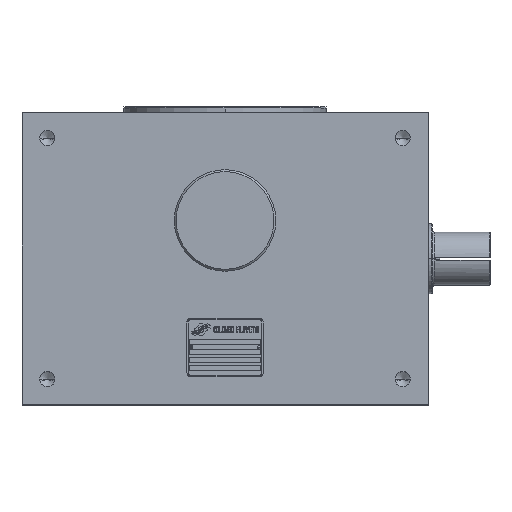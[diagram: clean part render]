
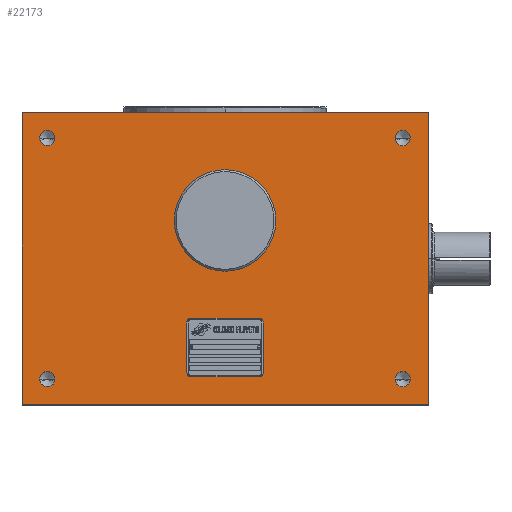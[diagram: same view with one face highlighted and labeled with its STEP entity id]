
A CAD part, top view. The second image highlights one B-rep face of the part: STEP entity #22173.
In plain terms, the highlighted planar face has unit normal (0, 0, 1).
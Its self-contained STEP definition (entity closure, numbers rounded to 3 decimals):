
#288=DIRECTION('',(1.,0.,0.));
#289=VECTOR('',#288,320.);
#290=CARTESIAN_POINT('',(-160.,-115.,245.));
#291=LINE('',#290,#289);
#372=DIRECTION('',(0.,1.,0.));
#373=VECTOR('',#372,230.);
#374=CARTESIAN_POINT('',(160.,-115.,245.));
#375=LINE('',#374,#373);
#446=DIRECTION('',(0.,1.,0.));
#447=VECTOR('',#446,230.);
#448=CARTESIAN_POINT('',(-160.,-115.,245.));
#449=LINE('',#448,#447);
#450=CARTESIAN_POINT('',(-140.,-95.,245.));
#451=DIRECTION('',(0.,0.,1.));
#452=DIRECTION('',(-1.,0.,0.));
#453=AXIS2_PLACEMENT_3D('',#450,#451,#452);
#455=CARTESIAN_POINT('',(-140.,-95.,245.));
#456=DIRECTION('',(0.,0.,1.));
#457=DIRECTION('',(1.,0.,0.));
#458=AXIS2_PLACEMENT_3D('',#455,#456,#457);
#460=CARTESIAN_POINT('',(140.,-95.,245.));
#461=DIRECTION('',(0.,0.,1.));
#462=DIRECTION('',(-1.,0.,0.));
#463=AXIS2_PLACEMENT_3D('',#460,#461,#462);
#465=CARTESIAN_POINT('',(140.,-95.,245.));
#466=DIRECTION('',(0.,0.,1.));
#467=DIRECTION('',(1.,0.,0.));
#468=AXIS2_PLACEMENT_3D('',#465,#466,#467);
#470=CARTESIAN_POINT('',(-140.,95.,245.));
#471=DIRECTION('',(0.,0.,1.));
#472=DIRECTION('',(-1.,0.,0.));
#473=AXIS2_PLACEMENT_3D('',#470,#471,#472);
#475=CARTESIAN_POINT('',(-140.,95.,245.));
#476=DIRECTION('',(0.,0.,1.));
#477=DIRECTION('',(1.,0.,0.));
#478=AXIS2_PLACEMENT_3D('',#475,#476,#477);
#480=CARTESIAN_POINT('',(140.,95.,245.));
#481=DIRECTION('',(0.,0.,1.));
#482=DIRECTION('',(-1.,0.,0.));
#483=AXIS2_PLACEMENT_3D('',#480,#481,#482);
#485=CARTESIAN_POINT('',(140.,95.,245.));
#486=DIRECTION('',(0.,0.,1.));
#487=DIRECTION('',(1.,0.,0.));
#488=AXIS2_PLACEMENT_3D('',#485,#486,#487);
#490=CARTESIAN_POINT('',(0.,30.,245.));
#491=DIRECTION('',(0.,0.,-1.));
#492=DIRECTION('',(-1.,0.,0.));
#493=AXIS2_PLACEMENT_3D('',#490,#491,#492);
#495=CARTESIAN_POINT('',(0.,30.,245.));
#496=DIRECTION('',(0.,0.,-1.));
#497=DIRECTION('',(1.,0.,0.));
#498=AXIS2_PLACEMENT_3D('',#495,#496,#497);
#500=DIRECTION('',(0.,-1.,0.));
#501=VECTOR('',#500,40.);
#502=CARTESIAN_POINT('',(-30.,-50.,245.));
#503=LINE('',#502,#501);
#504=CARTESIAN_POINT('',(-27.,-90.,245.));
#505=DIRECTION('',(0.,0.,-1.));
#506=DIRECTION('',(0.,-1.,0.));
#507=AXIS2_PLACEMENT_3D('',#504,#505,#506);
#509=DIRECTION('',(1.,0.,0.));
#510=VECTOR('',#509,54.);
#511=CARTESIAN_POINT('',(-27.,-93.,245.));
#512=LINE('',#511,#510);
#513=CARTESIAN_POINT('',(27.,-90.,245.));
#514=DIRECTION('',(0.,0.,-1.));
#515=DIRECTION('',(1.,0.,0.));
#516=AXIS2_PLACEMENT_3D('',#513,#514,#515);
#518=DIRECTION('',(0.,1.,0.));
#519=VECTOR('',#518,40.);
#520=CARTESIAN_POINT('',(30.,-90.,245.));
#521=LINE('',#520,#519);
#522=CARTESIAN_POINT('',(27.,-50.,245.));
#523=DIRECTION('',(0.,0.,-1.));
#524=DIRECTION('',(0.,1.,0.));
#525=AXIS2_PLACEMENT_3D('',#522,#523,#524);
#527=DIRECTION('',(-1.,0.,0.));
#528=VECTOR('',#527,54.);
#529=CARTESIAN_POINT('',(27.,-47.,245.));
#530=LINE('',#529,#528);
#531=CARTESIAN_POINT('',(-27.,-50.,245.));
#532=DIRECTION('',(0.,0.,-1.));
#533=DIRECTION('',(-1.,0.,0.));
#534=AXIS2_PLACEMENT_3D('',#531,#532,#533);
#540=DIRECTION('',(1.,0.,0.));
#541=VECTOR('',#540,320.);
#542=CARTESIAN_POINT('',(-160.,115.,245.));
#543=LINE('',#542,#541);
#18847=CARTESIAN_POINT('',(160.,-115.,245.));
#18849=VERTEX_POINT('',#18847);
#18852=CARTESIAN_POINT('',(-160.,-115.,245.));
#18854=VERTEX_POINT('',#18852);
#18855=CARTESIAN_POINT('',(160.,115.,245.));
#18857=VERTEX_POINT('',#18855);
#18860=CARTESIAN_POINT('',(-160.,115.,245.));
#18862=VERTEX_POINT('',#18860);
#19345=CARTESIAN_POINT('',(-146.,-95.,245.));
#19346=CARTESIAN_POINT('',(-134.,-95.,245.));
#19347=VERTEX_POINT('',#19345);
#19348=VERTEX_POINT('',#19346);
#19355=CARTESIAN_POINT('',(134.,-95.,245.));
#19356=CARTESIAN_POINT('',(146.,-95.,245.));
#19357=VERTEX_POINT('',#19355);
#19358=VERTEX_POINT('',#19356);
#19365=CARTESIAN_POINT('',(-146.,95.,245.));
#19366=CARTESIAN_POINT('',(-134.,95.,245.));
#19367=VERTEX_POINT('',#19365);
#19368=VERTEX_POINT('',#19366);
#19375=CARTESIAN_POINT('',(134.,95.,245.));
#19376=CARTESIAN_POINT('',(146.,95.,245.));
#19377=VERTEX_POINT('',#19375);
#19378=VERTEX_POINT('',#19376);
#19595=CARTESIAN_POINT('',(-40.,30.,245.));
#19596=CARTESIAN_POINT('',(40.,30.,245.));
#19597=VERTEX_POINT('',#19595);
#19598=VERTEX_POINT('',#19596);
#21665=CARTESIAN_POINT('',(-30.,-50.,245.));
#21666=CARTESIAN_POINT('',(-30.,-90.,245.));
#21667=VERTEX_POINT('',#21665);
#21668=VERTEX_POINT('',#21666);
#21669=CARTESIAN_POINT('',(-27.,-93.,245.));
#21670=CARTESIAN_POINT('',(27.,-93.,245.));
#21671=VERTEX_POINT('',#21669);
#21672=VERTEX_POINT('',#21670);
#21673=CARTESIAN_POINT('',(30.,-90.,245.));
#21674=CARTESIAN_POINT('',(30.,-50.,245.));
#21675=VERTEX_POINT('',#21673);
#21676=VERTEX_POINT('',#21674);
#21677=CARTESIAN_POINT('',(27.,-47.,245.));
#21678=CARTESIAN_POINT('',(-27.,-47.,245.));
#21679=VERTEX_POINT('',#21677);
#21680=VERTEX_POINT('',#21678);
#22113=CARTESIAN_POINT('',(-160.,-115.,245.));
#22114=DIRECTION('',(0.,0.,1.));
#22115=DIRECTION('',(1.,0.,0.));
#22116=AXIS2_PLACEMENT_3D('',#22113,#22114,#22115);
#22117=PLANE('',#22116);
#22118=ORIENTED_EDGE('',*,*,#21979,.F.);
#22119=ORIENTED_EDGE('',*,*,#21912,.T.);
#22121=ORIENTED_EDGE('',*,*,#22120,.T.);
#22122=ORIENTED_EDGE('',*,*,#22050,.F.);
#22123=EDGE_LOOP('',(#22118,#22119,#22121,#22122));
#22124=FACE_OUTER_BOUND('',#22123,.F.);
#22126=ORIENTED_EDGE('',*,*,#22125,.T.);
#22128=ORIENTED_EDGE('',*,*,#22127,.T.);
#22129=EDGE_LOOP('',(#22126,#22128));
#22130=FACE_BOUND('',#22129,.F.);
#22132=ORIENTED_EDGE('',*,*,#22131,.T.);
#22134=ORIENTED_EDGE('',*,*,#22133,.T.);
#22135=EDGE_LOOP('',(#22132,#22134));
#22136=FACE_BOUND('',#22135,.F.);
#22138=ORIENTED_EDGE('',*,*,#22137,.T.);
#22140=ORIENTED_EDGE('',*,*,#22139,.T.);
#22141=EDGE_LOOP('',(#22138,#22140));
#22142=FACE_BOUND('',#22141,.F.);
#22144=ORIENTED_EDGE('',*,*,#22143,.T.);
#22146=ORIENTED_EDGE('',*,*,#22145,.T.);
#22147=EDGE_LOOP('',(#22144,#22146));
#22148=FACE_BOUND('',#22147,.F.);
#22150=ORIENTED_EDGE('',*,*,#22149,.F.);
#22152=ORIENTED_EDGE('',*,*,#22151,.F.);
#22153=EDGE_LOOP('',(#22150,#22152));
#22154=FACE_BOUND('',#22153,.F.);
#22156=ORIENTED_EDGE('',*,*,#22155,.T.);
#22158=ORIENTED_EDGE('',*,*,#22157,.F.);
#22160=ORIENTED_EDGE('',*,*,#22159,.T.);
#22162=ORIENTED_EDGE('',*,*,#22161,.F.);
#22164=ORIENTED_EDGE('',*,*,#22163,.T.);
#22166=ORIENTED_EDGE('',*,*,#22165,.F.);
#22168=ORIENTED_EDGE('',*,*,#22167,.T.);
#22170=ORIENTED_EDGE('',*,*,#22169,.F.);
#22171=EDGE_LOOP('',(#22156,#22158,#22160,#22162,#22164,#22166,#22168,#22170));
#22172=FACE_BOUND('',#22171,.F.);
#22173=ADVANCED_FACE('',(#22124,#22130,#22136,#22142,#22148,#22154,#22172),
#22117,.T.);
#454=CIRCLE('',#453,6.);
#459=CIRCLE('',#458,6.);
#464=CIRCLE('',#463,6.);
#469=CIRCLE('',#468,6.);
#474=CIRCLE('',#473,6.);
#479=CIRCLE('',#478,6.);
#484=CIRCLE('',#483,6.);
#489=CIRCLE('',#488,6.);
#494=CIRCLE('',#493,40.);
#499=CIRCLE('',#498,40.);
#508=CIRCLE('',#507,3.);
#517=CIRCLE('',#516,3.);
#526=CIRCLE('',#525,3.);
#535=CIRCLE('',#534,3.);
#21912=EDGE_CURVE('',#18854,#18862,#449,.T.);
#21979=EDGE_CURVE('',#18854,#18849,#291,.T.);
#22050=EDGE_CURVE('',#18849,#18857,#375,.T.);
#22120=EDGE_CURVE('',#18862,#18857,#543,.T.);
#22125=EDGE_CURVE('',#19347,#19348,#454,.T.);
#22127=EDGE_CURVE('',#19348,#19347,#459,.T.);
#22131=EDGE_CURVE('',#19357,#19358,#464,.T.);
#22133=EDGE_CURVE('',#19358,#19357,#469,.T.);
#22137=EDGE_CURVE('',#19367,#19368,#474,.T.);
#22139=EDGE_CURVE('',#19368,#19367,#479,.T.);
#22143=EDGE_CURVE('',#19377,#19378,#484,.T.);
#22145=EDGE_CURVE('',#19378,#19377,#489,.T.);
#22149=EDGE_CURVE('',#19597,#19598,#494,.T.);
#22151=EDGE_CURVE('',#19598,#19597,#499,.T.);
#22155=EDGE_CURVE('',#21667,#21668,#503,.T.);
#22157=EDGE_CURVE('',#21671,#21668,#508,.T.);
#22159=EDGE_CURVE('',#21671,#21672,#512,.T.);
#22161=EDGE_CURVE('',#21675,#21672,#517,.T.);
#22163=EDGE_CURVE('',#21675,#21676,#521,.T.);
#22165=EDGE_CURVE('',#21679,#21676,#526,.T.);
#22167=EDGE_CURVE('',#21679,#21680,#530,.T.);
#22169=EDGE_CURVE('',#21667,#21680,#535,.T.);
